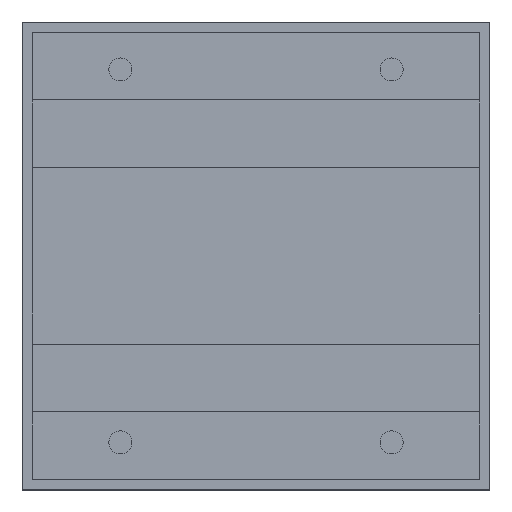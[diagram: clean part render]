
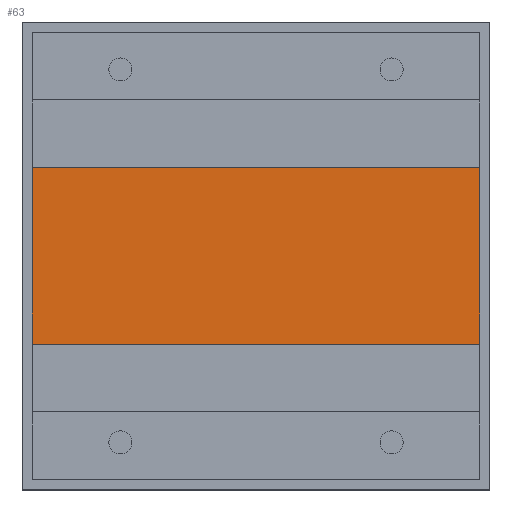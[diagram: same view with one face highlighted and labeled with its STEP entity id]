
A CAD part, top view. The second image highlights one B-rep face of the part: STEP entity #63.
In plain terms, the highlighted planar face has unit normal (0, 0, 1).
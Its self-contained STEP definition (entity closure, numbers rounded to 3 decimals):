
#63=ADVANCED_FACE('NONE',(#129),#130,.T.);
#129=FACE_OUTER_BOUND('',#233,.T.);
#130=PLANE('',#234);
#233=EDGE_LOOP('',(#417,#418,#419,#420));
#234=AXIS2_PLACEMENT_3D('',#421,#422,#423);
#417=ORIENTED_EDGE('',*,*,#705,.F.);
#418=ORIENTED_EDGE('',*,*,#706,.F.);
#419=ORIENTED_EDGE('',*,*,#707,.F.);
#420=ORIENTED_EDGE('',*,*,#708,.F.);
#421=CARTESIAN_POINT('',(1.65,2.05,0.0));
#422=DIRECTION('',(0.0,0.0,1.0));
#423=DIRECTION('',(1.0,0.0,0.0));
#705=EDGE_CURVE('NONE',#854,#855,#856,.T.);
#706=EDGE_CURVE('NONE',#857,#854,#858,.T.);
#707=EDGE_CURVE('NONE',#859,#857,#860,.T.);
#708=EDGE_CURVE('NONE',#855,#859,#861,.T.);
#854=VERTEX_POINT('NONE',#1051);
#855=VERTEX_POINT('NONE',#1052);
#856=LINE('',#1053,#1054);
#857=VERTEX_POINT('NONE',#1055);
#858=LINE('',#1056,#1057);
#859=VERTEX_POINT('NONE',#1058);
#860=LINE('',#1059,#1060);
#861=LINE('',#1061,#1062);
#1051=CARTESIAN_POINT('',(1.65,2.05,0.0));
#1052=CARTESIAN_POINT('',(1.65,0.75,0.0));
#1053=CARTESIAN_POINT('',(1.65,0.75,0.0));
#1054=VECTOR('',#1289,1000.0);
#1055=CARTESIAN_POINT('',(-1.65,2.05,0.0));
#1056=CARTESIAN_POINT('',(1.65,2.05,0.0));
#1057=VECTOR('',#1290,1000.0);
#1058=CARTESIAN_POINT('',(-1.65,0.75,0.0));
#1059=CARTESIAN_POINT('',(-1.65,0.75,0.0));
#1060=VECTOR('',#1291,1000.0);
#1061=CARTESIAN_POINT('',(1.65,0.75,0.0));
#1062=VECTOR('',#1292,1000.0);
#1289=DIRECTION('',(0.,-1.0,0.0));
#1290=DIRECTION('',(1.0,0.,0.0));
#1291=DIRECTION('',(0.,1.0,0.0));
#1292=DIRECTION('',(-1.0,0.,0.0));
